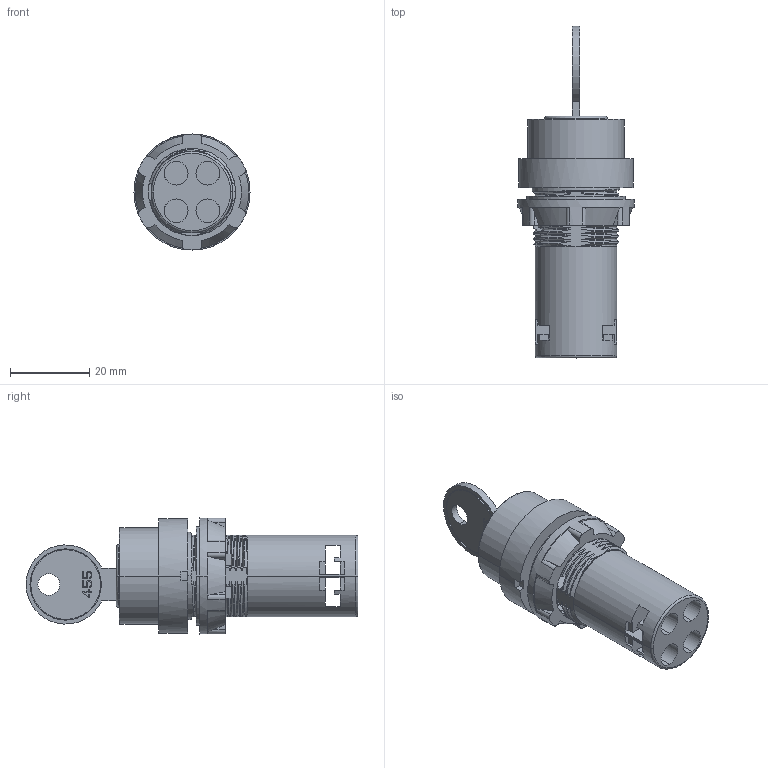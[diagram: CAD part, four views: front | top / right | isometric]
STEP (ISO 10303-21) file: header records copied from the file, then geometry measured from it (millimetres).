
FILE_DESCRIPTION((''),'2;1');
FILE_NAME('LA167-B7-EG33','2023-10-25T',('Administrator'),('zyb.com'),'PRO/ENGINEER BY PARAMETRIC TECHNOLOGY CORPORATION, 2010280','PRO/ENGINEER BY PARAMETRIC TECHNOLOGY CORPORATION, 2010280','');
FILE_SCHEMA(('CONFIG_CONTROL_DESIGN'));
Products named in the file (1): LA167-B7-EG33
Bounding box: 29.3 x 83.8 x 29.3 mm (x, y, z)
Volume: 24345.1 mm3; surface area: 9519.5 mm2
Topology: 1 solids, 1 shells, 583 faces, 1733 edges, 1146 vertices
Faces by surface type: plane 346, bspline 145, cylinder 76, cone 10, torus 6
Entity records: 54895 total; most frequent: CARTESIAN_POINT 40373, ORIENTED_EDGE 3466, DIRECTION 2299, EDGE_CURVE 1733, VERTEX_POINT 1146, VECTOR 1043, LINE 1043, EDGE_LOOP 631
